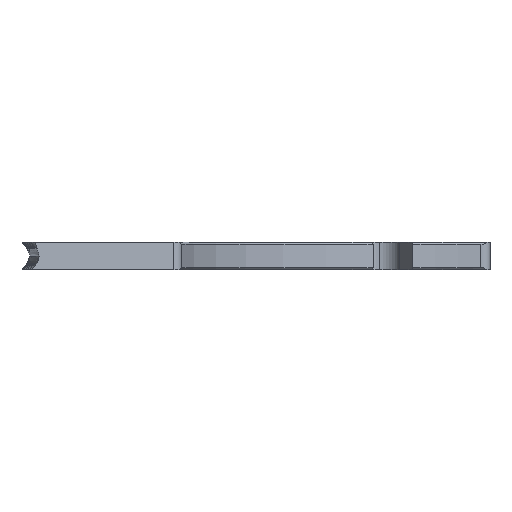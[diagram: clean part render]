
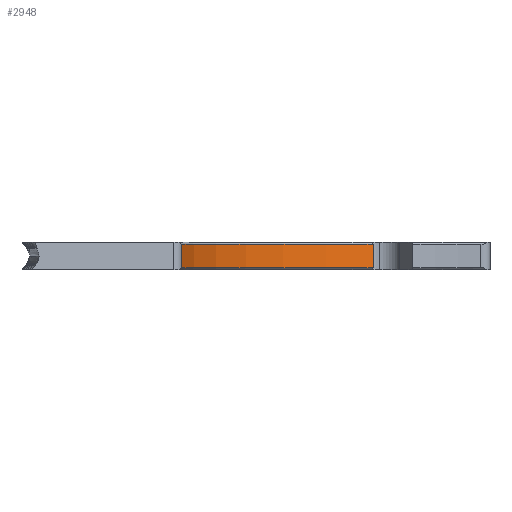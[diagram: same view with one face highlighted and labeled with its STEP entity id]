
A CAD part, left-side view. The second image highlights one B-rep face of the part: STEP entity #2948.
In plain terms, the highlighted cylindrical face has radius 107.163 mm (diameter 214.325 mm), a partial arc.
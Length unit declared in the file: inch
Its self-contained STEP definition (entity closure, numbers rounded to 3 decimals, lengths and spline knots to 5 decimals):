
#520 = EDGE_CURVE ( 'NONE', #2909, #1663, #1273, .T. ) ;
#640 = DIRECTION ( 'NONE',  ( 1., 0., 0. ) ) ;
#679 = LINE ( 'NONE', #4009, #6623 ) ;
#791 = CARTESIAN_POINT ( 'NONE',  ( 3.91531, 1.57172, -0.031 ) ) ;
#1096 = CIRCLE ( 'NONE', #4683, 4.219 ) ;
#1273 = LINE ( 'NONE', #6619, #2470 ) ;
#1404 = CARTESIAN_POINT ( 'NONE',  ( 0.7305, 4.15528, -0.031 ) ) ;
#1504 = ORIENTED_EDGE ( 'NONE', *, *, #520, .F. ) ;
#1543 = CIRCLE ( 'NONE', #3109, 4.219 ) ;
#1663 = VERTEX_POINT ( 'NONE', #1404 ) ;
#1711 = DIRECTION ( 'NONE',  ( 0., 0., 1. ) ) ;
#1892 = DIRECTION ( 'NONE',  ( 0., 0., 1. ) ) ;
#2231 = DIRECTION ( 'NONE',  ( 0., 0., -1. ) ) ;
#2421 = DIRECTION ( 'NONE',  ( 0., 0., 1. ) ) ;
#2470 = VECTOR ( 'NONE', #2421, 39.37008 ) ;
#2909 = VERTEX_POINT ( 'NONE', #5984 ) ;
#2948 = ADVANCED_FACE ( 'NONE', ( #4493 ), #3963, .F. ) ;
#2996 = VERTEX_POINT ( 'NONE', #3115 ) ;
#3019 = EDGE_LOOP ( 'NONE', ( #4998, #5288, #3512, #1504 ) ) ;
#3109 = AXIS2_PLACEMENT_3D ( 'NONE', #4681, #6356, #5253 ) ;
#3115 = CARTESIAN_POINT ( 'NONE',  ( 3.91531, 1.57172, -0.3425 ) ) ;
#3286 = CARTESIAN_POINT ( 'NONE',  ( 0., 0., -0.3425 ) ) ;
#3411 = EDGE_CURVE ( 'NONE', #4468, #1663, #1543, .T. ) ;
#3512 = ORIENTED_EDGE ( 'NONE', *, *, #3411, .T. ) ;
#3963 = CYLINDRICAL_SURFACE ( 'NONE', #5413, 4.219 ) ;
#4009 = CARTESIAN_POINT ( 'NONE',  ( 3.91531, 1.57172, -0.3735 ) ) ;
#4468 = VERTEX_POINT ( 'NONE', #791 ) ;
#4493 = FACE_OUTER_BOUND ( 'NONE', #3019, .T. ) ;
#4587 = CARTESIAN_POINT ( 'NONE',  ( 0., 0., -0.3735 ) ) ;
#4643 = EDGE_CURVE ( 'NONE', #2909, #2996, #1096, .T. ) ;
#4681 = CARTESIAN_POINT ( 'NONE',  ( 0., 0., -0.031 ) ) ;
#4683 = AXIS2_PLACEMENT_3D ( 'NONE', #3286, #2231, #640 ) ;
#4998 = ORIENTED_EDGE ( 'NONE', *, *, #4643, .T. ) ;
#5253 = DIRECTION ( 'NONE',  ( 1., 0., 0. ) ) ;
#5288 = ORIENTED_EDGE ( 'NONE', *, *, #6551, .T. ) ;
#5413 = AXIS2_PLACEMENT_3D ( 'NONE', #4587, #1892, #6149 ) ;
#5984 = CARTESIAN_POINT ( 'NONE',  ( 0.7305, 4.15528, -0.3425 ) ) ;
#6149 = DIRECTION ( 'NONE',  ( 1., 0., 0. ) ) ;
#6356 = DIRECTION ( 'NONE',  ( 0., 0., 1. ) ) ;
#6551 = EDGE_CURVE ( 'NONE', #2996, #4468, #679, .T. ) ;
#6619 = CARTESIAN_POINT ( 'NONE',  ( 0.7305, 4.15528, -0.3735 ) ) ;
#6623 = VECTOR ( 'NONE', #1711, 39.37008 ) ;
